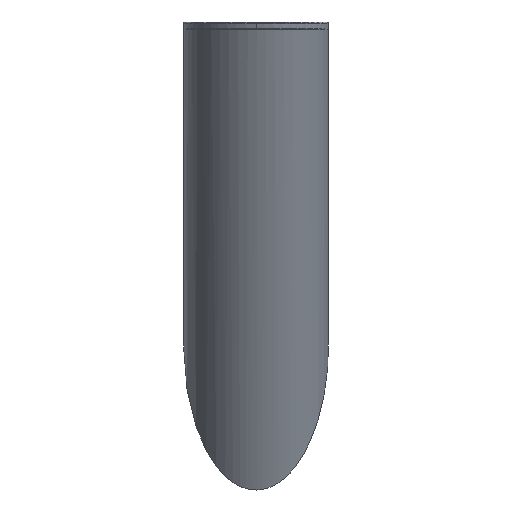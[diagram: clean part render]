
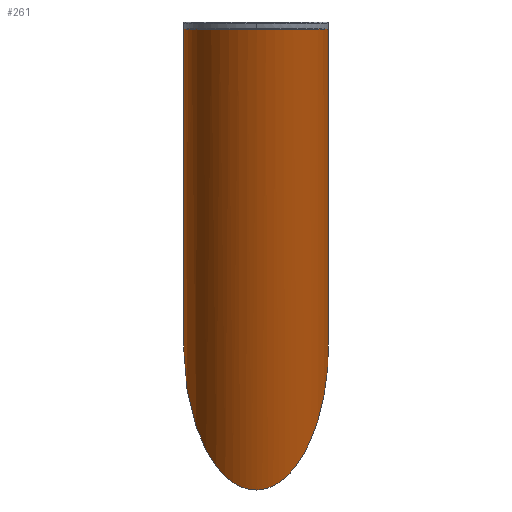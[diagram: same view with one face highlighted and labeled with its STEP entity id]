
A CAD part, front view. The second image highlights one B-rep face of the part: STEP entity #261.
In plain terms, the highlighted cylindrical face has radius 45 mm (diameter 90 mm), a partial arc.
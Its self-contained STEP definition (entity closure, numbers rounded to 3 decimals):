
#261=ADVANCED_FACE('',(#533),#4259,.T.);
#533=FACE_OUTER_BOUND('',#806,.T.);
#806=EDGE_LOOP('',(#1104,#1105,#1106,#1107));
#1104=ORIENTED_EDGE('',*,*,#2433,.T.);
#1105=ORIENTED_EDGE('',*,*,#2429,.T.);
#1106=ORIENTED_EDGE('',*,*,#2431,.T.);
#1107=ORIENTED_EDGE('',*,*,#2432,.F.);
#2429=EDGE_CURVE('',#3765,#3764,#3332,.T.);
#2431=EDGE_CURVE('',#3764,#3767,#3096,.T.);
#2432=EDGE_CURVE('',#3766,#3767,#3333,.T.);
#2433=EDGE_CURVE('',#3766,#3765,#3097,.T.);
#3096=(
BOUNDED_CURVE()
B_SPLINE_CURVE(2,(#4649,#4650,#4651,#4652,#4653),.UNSPECIFIED.,.F.,.F.)
B_SPLINE_CURVE_WITH_KNOTS((3,2,3),(405.,540.,675.),
 .UNSPECIFIED.)
CURVE()
GEOMETRIC_REPRESENTATION_ITEM()
RATIONAL_B_SPLINE_CURVE((1.,0.707,1.,0.707,1.))
REPRESENTATION_ITEM('')
);
#3097=(
BOUNDED_CURVE()
B_SPLINE_CURVE(2,(#4656,#4657,#4658,#4659,#4660),.UNSPECIFIED.,.F.,.F.)
B_SPLINE_CURVE_WITH_KNOTS((3,2,3),(96.962,193.923,290.885),
 .UNSPECIFIED.)
CURVE()
GEOMETRIC_REPRESENTATION_ITEM()
RATIONAL_B_SPLINE_CURVE((1.,0.707,1.,0.707,1.))
REPRESENTATION_ITEM('')
);
#3332=B_SPLINE_CURVE_WITH_KNOTS('',1,(#4642,#4643),.UNSPECIFIED.,.F.,.F.,
(2,2),(59.818,285.94),.UNSPECIFIED.);
#3333=B_SPLINE_CURVE_WITH_KNOTS('',1,(#4654,#4655),.UNSPECIFIED.,.F.,.F.,
(2,2),(59.818,285.94),.UNSPECIFIED.);
#3764=VERTEX_POINT('',#4580);
#3765=VERTEX_POINT('',#4581);
#3766=VERTEX_POINT('',#4582);
#3767=VERTEX_POINT('',#4583);
#4259=CYLINDRICAL_SURFACE('',#4325,45.);
#4325=AXIS2_PLACEMENT_3D('',#4578,#4451,$);
#4451=DIRECTION('',(0.,0.5,-0.866));
#4578=CARTESIAN_POINT('',(0.,-40.769,60.35));
#4580=CARTESIAN_POINT('',(-45.,2.771,-15.064));
#4581=CARTESIAN_POINT('',(-45.,-110.29,180.763));
#4582=CARTESIAN_POINT('',(45.,-110.29,180.763));
#4583=CARTESIAN_POINT('',(45.,2.771,-15.064));
#4642=CARTESIAN_POINT('',(-45.,-110.29,180.763));
#4643=CARTESIAN_POINT('',(-45.,2.771,-15.064));
#4649=CARTESIAN_POINT('',(-45.,2.771,-15.064));
#4650=CARTESIAN_POINT('',(-45.,2.771,-105.064));
#4651=CARTESIAN_POINT('',(0.,2.771,-105.064));
#4652=CARTESIAN_POINT('',(45.,2.771,-105.064));
#4653=CARTESIAN_POINT('',(45.,2.771,-15.064));
#4654=CARTESIAN_POINT('',(45.,-110.29,180.763));
#4655=CARTESIAN_POINT('',(45.,2.771,-15.064));
#4656=CARTESIAN_POINT('',(45.,-110.29,180.763));
#4657=CARTESIAN_POINT('',(45.,-162.251,180.763));
#4658=CARTESIAN_POINT('',(0.,-162.251,180.763));
#4659=CARTESIAN_POINT('',(-45.,-162.251,180.763));
#4660=CARTESIAN_POINT('',(-45.,-110.29,180.763));
